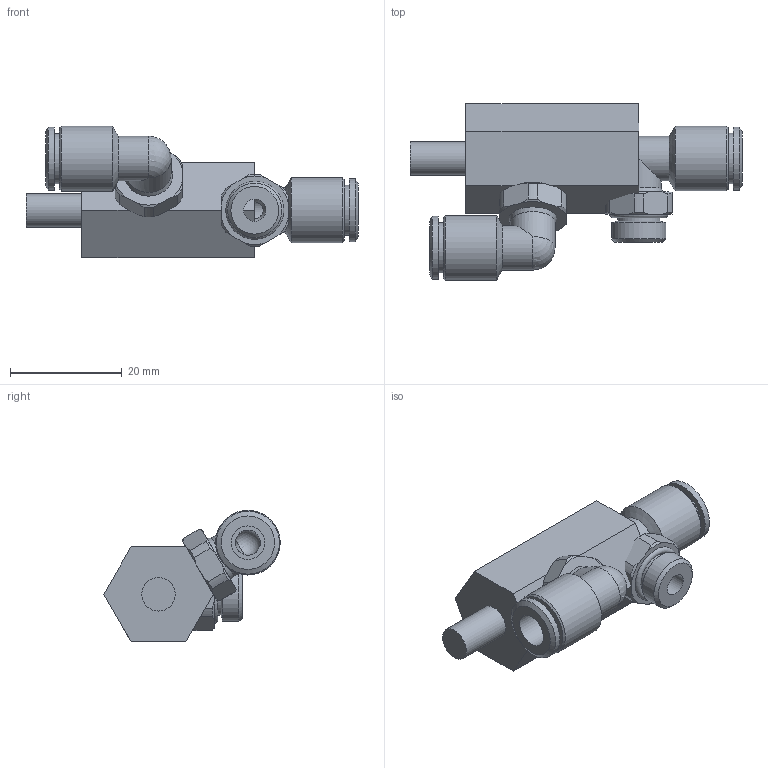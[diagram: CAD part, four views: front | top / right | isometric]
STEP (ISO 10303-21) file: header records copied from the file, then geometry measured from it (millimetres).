
FILE_DESCRIPTION( ( 'Unknown' ), '1' );
FILE_NAME( 'CA.11.15.003.stp', 'Unknown', ( 'Unknown' ), ( 'Unknown' ), 'PSStep 13.0', 'Unknown', ' ' );
FILE_SCHEMA( ( 'AUTOMOTIVE_DESIGN { 1 0 10303 214 1 1 1 1 }' ) );
Length unit declared in the file: millimetre
Products named in the file (3): Assem1; 11-15-003; CA.12.05.003
Bounding box: 59.5 x 31.64 x 23.55 mm (x, y, z)
Volume: 15673.3 mm3; surface area: 10484.4 mm2
Topology: 4 solids, 4 shells, 134 faces, 340 edges, 222 vertices
Faces by surface type: plane 48, cylinder 42, cone 38, sphere 4, torus 2
Full cylindrical faces by diameter (mm): 3 x2, 4 x2, 4.5 x2, 5 x2, 6 x4, 7.6 x2, 8 x4, 8.566 x2, 9 x2, 9.728 x2, 11.3 x2, 11.445 x2, 11.6 x2
Entity records: 2882 total; most frequent: CARTESIAN_POINT 458, DIRECTION 302, ORIENTED_EDGE 256, STYLED_ITEM 158, PRESENTATION_STYLE_ASSIGNMENT 158, COLOUR_RGB 158, AXIS2_PLACEMENT_3D 130, EDGE_CURVE 128
